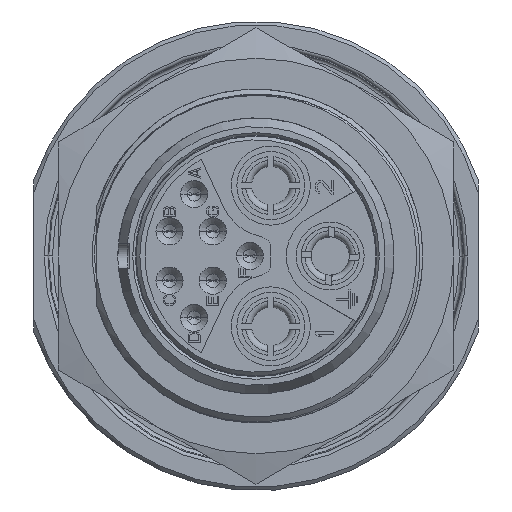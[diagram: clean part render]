
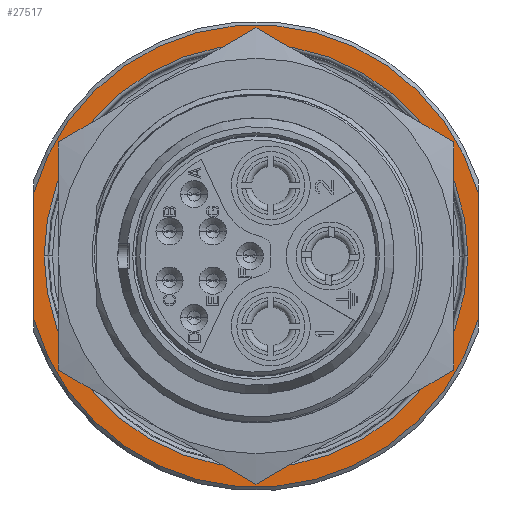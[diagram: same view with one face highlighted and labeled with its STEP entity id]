
A CAD part, left-side view. The second image highlights one B-rep face of the part: STEP entity #27517.
In plain terms, the highlighted planar face has unit normal (-1, 0, 0).
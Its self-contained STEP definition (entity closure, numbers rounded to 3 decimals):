
#1448=DIRECTION('',(0.,0.,-1.));
#1449=VECTOR('',#1448,10.137);
#1450=CARTESIAN_POINT('',(23.5,40.528,-17.459));
#1451=LINE('2288',#1450,#1449);
#1452=CARTESIAN_POINT('',(23.5,22.528,-22.528));
#1453=DIRECTION('',(1.,0.,0.));
#1454=DIRECTION('',(0.,0.963,0.271));
#1455=AXIS2_PLACEMENT_3D('',#1452,#1453,#1454);
#1457=DIRECTION('',(0.,0.,1.));
#1458=VECTOR('',#1457,10.137);
#1459=CARTESIAN_POINT('',(23.5,4.528,-27.596));
#1460=LINE('2289',#1459,#1458);
#1461=CARTESIAN_POINT('',(23.5,22.528,-22.528));
#1462=DIRECTION('',(-1.,0.,0.));
#1463=DIRECTION('',(0.,0.963,-0.271));
#1464=AXIS2_PLACEMENT_3D('',#1461,#1462,#1463);
#1476=CARTESIAN_POINT('',(23.5,22.528,-22.528));
#1477=DIRECTION('',(1.,0.,0.));
#1478=DIRECTION('',(0.,-1.,0.));
#1479=AXIS2_PLACEMENT_3D('',#1476,#1477,#1478);
#1491=CARTESIAN_POINT('',(23.5,22.528,-22.528));
#1492=DIRECTION('',(1.,0.,0.));
#1493=DIRECTION('',(0.,1.,0.));
#1494=AXIS2_PLACEMENT_3D('',#1491,#1492,#1493);
#21942=CARTESIAN_POINT('',(23.5,40.528,-17.459));
#21943=CARTESIAN_POINT('',(23.5,40.528,-27.596));
#21944=VERTEX_POINT('',#21942);
#21945=VERTEX_POINT('',#21943);
#21946=CARTESIAN_POINT('',(23.5,4.528,-27.596));
#21947=CARTESIAN_POINT('',(23.5,4.528,-17.459));
#21948=VERTEX_POINT('',#21946);
#21949=VERTEX_POINT('',#21947);
#21981=CARTESIAN_POINT('',(23.5,5.389,-22.528));
#21982=CARTESIAN_POINT('',(23.5,39.666,-22.528));
#21983=VERTEX_POINT('',#21981);
#21984=VERTEX_POINT('',#21982);
#27499=CARTESIAN_POINT('',(23.5,22.528,-22.528));
#27500=DIRECTION('',(1.,0.,0.));
#27501=DIRECTION('',(0.,-1.,0.));
#27502=AXIS2_PLACEMENT_3D('',#27499,#27500,#27501);
#27503=PLANE('249',#27502);
#27504=ORIENTED_EDGE('2288',*,*,#27412,.F.);
#27506=ORIENTED_EDGE('2303',*,*,#27505,.T.);
#27507=ORIENTED_EDGE('2289',*,*,#27449,.F.);
#27508=ORIENTED_EDGE('2307',*,*,#27492,.F.);
#27509=EDGE_LOOP('249',(#27504,#27506,#27507,#27508));
#27510=FACE_OUTER_BOUND('249',#27509,.F.);
#27512=ORIENTED_EDGE('2338',*,*,#27511,.F.);
#27514=ORIENTED_EDGE('2340',*,*,#27513,.F.);
#27515=EDGE_LOOP('249',(#27512,#27514));
#27516=FACE_BOUND('249',#27515,.F.);
#1456=CIRCLE('2303',#1455,18.7);
#1465=CIRCLE('2307',#1464,18.7);
#1480=CIRCLE('2338',#1479,17.139);
#1495=CIRCLE('2340',#1494,17.139);
#27412=EDGE_CURVE('2288',#21944,#21945,#1451,.T.);
#27449=EDGE_CURVE('2289',#21948,#21949,#1460,.T.);
#27492=EDGE_CURVE('2307',#21945,#21948,#1465,.T.);
#27505=EDGE_CURVE('2303',#21944,#21949,#1456,.T.);
#27511=EDGE_CURVE('2338',#21983,#21984,#1480,.T.);
#27513=EDGE_CURVE('2340',#21984,#21983,#1495,.T.);
#27517=ADVANCED_FACE('249',(#27510,#27516),#27503,.F.);
